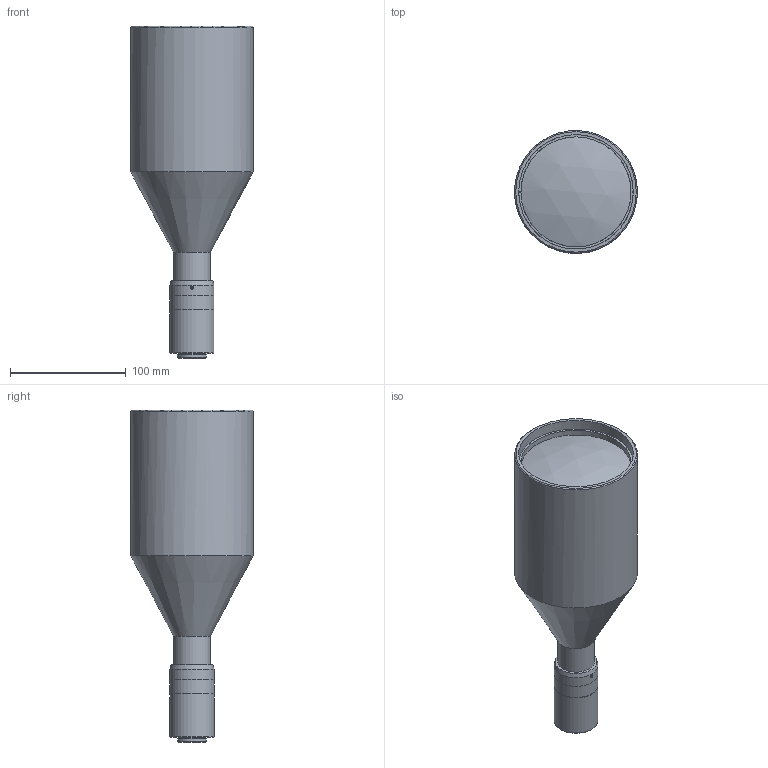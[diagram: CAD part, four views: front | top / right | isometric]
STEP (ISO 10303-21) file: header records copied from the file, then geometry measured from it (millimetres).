
FILE_DESCRIPTION((''),'2;1');
FILE_NAME('T240-027a_3D-Modell.stp','2010-02-10T09:11:19',('REGENSPURG'),(''),'Autodesk Inventor 2009','Autodesk Inventor 2009','');
FILE_SCHEMA(('AUTOMOTIVE_DESIGN { 1 0 10303 214 1 1 1 1 }'));
Length unit declared in the file: millimetre
Products named in the file (1): T240_027a_3D_Modell_V
Bounding box: 105.95 x 105.91 x 286.6 mm (x, y, z)
Volume: 1407520.3 mm3; surface area: 84657.8 mm2
Topology: 1 solids, 1 shells, 76 faces, 170 edges, 108 vertices
Faces by surface type: plane 44, cone 13, bspline 9, cylinder 8, sphere 2
Full cylindrical faces by diameter (mm): 23.4 x1, 25 x1, 32 x1, 37.99 x1, 38 x3, 106 x1
Entity records: 2180 total; most frequent: CARTESIAN_POINT 624, DIRECTION 294, ORIENTED_EDGE 246, EDGE_CURVE 123, AXIS2_PLACEMENT_3D 118, EDGE_LOOP 118, VERTEX_POINT 91, FACE_OUTER_BOUND 76
